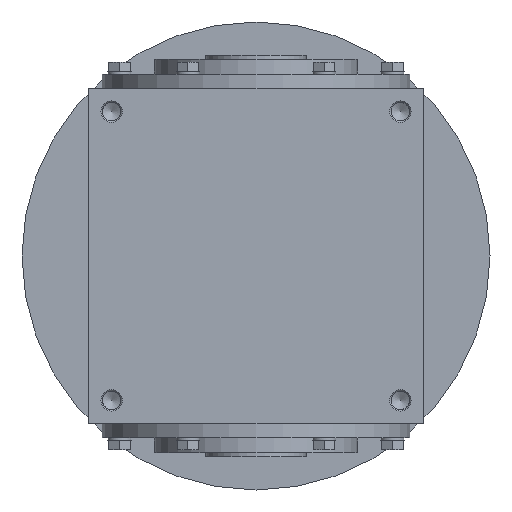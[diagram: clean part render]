
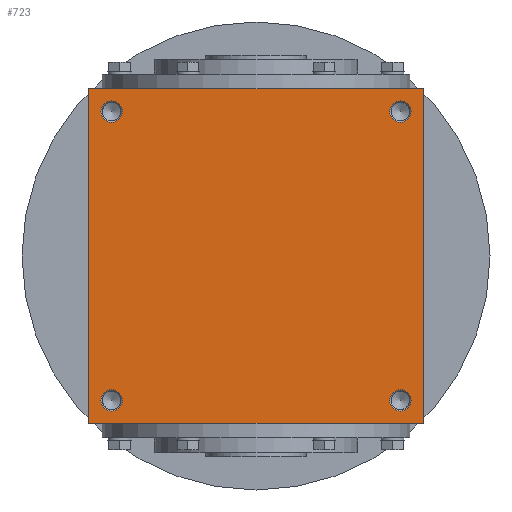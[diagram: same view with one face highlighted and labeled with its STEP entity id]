
A CAD part, left-side view. The second image highlights one B-rep face of the part: STEP entity #723.
In plain terms, the highlighted face is planar.
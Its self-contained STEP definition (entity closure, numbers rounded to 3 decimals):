
#723 = ADVANCED_FACE( '', ( #1462, #1463, #1464, #1465, #1466 ), #1467, .F. );
#1462 = FACE_BOUND( '', #2214, .T. );
#1463 = FACE_BOUND( '', #2215, .T. );
#1464 = FACE_BOUND( '', #2216, .T. );
#1465 = FACE_BOUND( '', #2217, .T. );
#1466 = FACE_OUTER_BOUND( '', #2218, .T. );
#1467 = PLANE( '', #2219 );
#2214 = EDGE_LOOP( '', ( #3491 ) );
#2215 = EDGE_LOOP( '', ( #3492 ) );
#2216 = EDGE_LOOP( '', ( #3493 ) );
#2217 = EDGE_LOOP( '', ( #3494 ) );
#2218 = EDGE_LOOP( '', ( #3495, #3496, #3497, #3498 ) );
#2219 = AXIS2_PLACEMENT_3D( '', #3499, #3500, #3501 );
#3491 = ORIENTED_EDGE( '', *, *, #4351, .F. );
#3492 = ORIENTED_EDGE( '', *, *, #3909, .T. );
#3493 = ORIENTED_EDGE( '', *, *, #4135, .F. );
#3494 = ORIENTED_EDGE( '', *, *, #4254, .T. );
#3495 = ORIENTED_EDGE( '', *, *, #4148, .F. );
#3496 = ORIENTED_EDGE( '', *, *, #4339, .F. );
#3497 = ORIENTED_EDGE( '', *, *, #4352, .F. );
#3498 = ORIENTED_EDGE( '', *, *, #4041, .F. );
#3499 = CARTESIAN_POINT( '', ( 0., 0., -125. ) );
#3500 = DIRECTION( '', ( 0., 0., 1. ) );
#3501 = DIRECTION( '', ( 1., 0., 0. ) );
#3909 = EDGE_CURVE( '', #4488, #4488, #4489, .T. );
#4041 = EDGE_CURVE( '', #4703, #4704, #4705, .T. );
#4135 = EDGE_CURVE( '', #4849, #4849, #4850, .T. );
#4148 = EDGE_CURVE( '', #4870, #4703, #4871, .T. );
#4254 = EDGE_CURVE( '', #5007, #5007, #5008, .T. );
#4339 = EDGE_CURVE( '', #5122, #4870, #5123, .T. );
#4351 = EDGE_CURVE( '', #5134, #5134, #5135, .T. );
#4352 = EDGE_CURVE( '', #4704, #5122, #5136, .T. );
#4488 = VERTEX_POINT( '', #5284 );
#4489 = CIRCLE( '', #5285, 8. );
#4703 = VERTEX_POINT( '', #5550 );
#4704 = VERTEX_POINT( '', #5551 );
#4705 = LINE( '', #5552, #5553 );
#4849 = VERTEX_POINT( '', #5756 );
#4850 = CIRCLE( '', #5757, 8. );
#4870 = VERTEX_POINT( '', #5777 );
#4871 = LINE( '', #5778, #5779 );
#5007 = VERTEX_POINT( '', #5951 );
#5008 = CIRCLE( '', #5952, 8. );
#5122 = VERTEX_POINT( '', #6093 );
#5123 = LINE( '', #6094, #6095 );
#5134 = VERTEX_POINT( '', #6114 );
#5135 = CIRCLE( '', #6115, 8. );
#5136 = LINE( '', #6116, #6117 );
#5284 = CARTESIAN_POINT( '', ( 116., 108., -125. ) );
#5285 = AXIS2_PLACEMENT_3D( '', #6279, #6280, #6281 );
#5550 = CARTESIAN_POINT( '', ( -125., -125., -125. ) );
#5551 = CARTESIAN_POINT( '', ( 125., -125., -125. ) );
#5552 = CARTESIAN_POINT( '', ( -125., -125., -125. ) );
#5553 = VECTOR( '', #6515, 1000. );
#5756 = CARTESIAN_POINT( '', ( -116., -108., -125. ) );
#5757 = AXIS2_PLACEMENT_3D( '', #6642, #6643, #6644 );
#5777 = CARTESIAN_POINT( '', ( -125., 125., -125. ) );
#5778 = CARTESIAN_POINT( '', ( -125., 125., -125. ) );
#5779 = VECTOR( '', #6672, 1000. );
#5951 = CARTESIAN_POINT( '', ( 116., -108., -125. ) );
#5952 = AXIS2_PLACEMENT_3D( '', #6818, #6819, #6820 );
#6093 = CARTESIAN_POINT( '', ( 125., 125., -125. ) );
#6094 = CARTESIAN_POINT( '', ( 125., 125., -125. ) );
#6095 = VECTOR( '', #6945, 1000. );
#6114 = CARTESIAN_POINT( '', ( -116., 108., -125. ) );
#6115 = AXIS2_PLACEMENT_3D( '', #6956, #6957, #6958 );
#6116 = CARTESIAN_POINT( '', ( 125., -125., -125. ) );
#6117 = VECTOR( '', #6959, 1000. );
#6279 = CARTESIAN_POINT( '', ( 108., 108., -125. ) );
#6280 = DIRECTION( '', ( 0., 0., 1. ) );
#6281 = DIRECTION( '', ( 1., 0., 0. ) );
#6515 = DIRECTION( '', ( 1., 0., 0. ) );
#6642 = CARTESIAN_POINT( '', ( -108., -108., -125. ) );
#6643 = DIRECTION( '', ( 0., 0., -1. ) );
#6644 = DIRECTION( '', ( -1., 0., 0. ) );
#6672 = DIRECTION( '', ( 0., -1., 0. ) );
#6818 = CARTESIAN_POINT( '', ( 108., -108., -125. ) );
#6819 = DIRECTION( '', ( 0., 0., 1. ) );
#6820 = DIRECTION( '', ( 1., 0., 0. ) );
#6945 = DIRECTION( '', ( -1., 0., 0. ) );
#6956 = CARTESIAN_POINT( '', ( -108., 108., -125. ) );
#6957 = DIRECTION( '', ( 0., 0., -1. ) );
#6958 = DIRECTION( '', ( -1., 0., 0. ) );
#6959 = DIRECTION( '', ( 0., 1., 0. ) );
